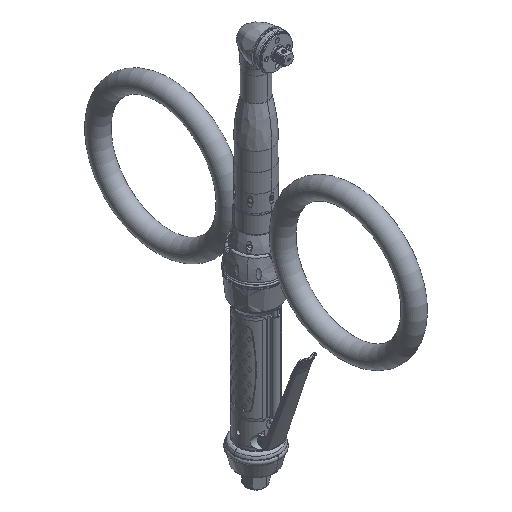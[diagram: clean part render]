
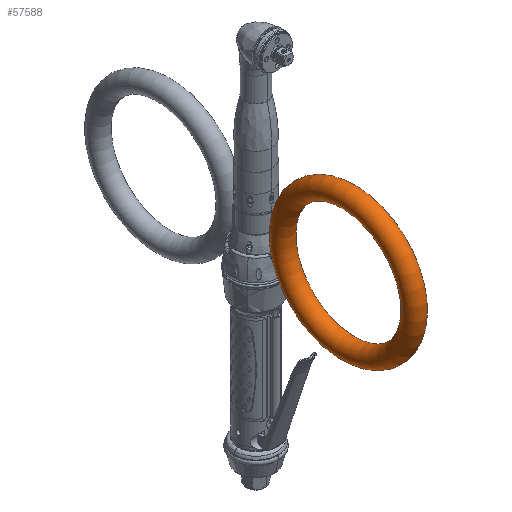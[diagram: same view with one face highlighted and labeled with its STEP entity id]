
A CAD part, isometric view. The second image highlights one B-rep face of the part: STEP entity #57588.
In plain terms, the highlighted toroidal (fillet/blend) face has major radius 70 mm and minor radius 10 mm.
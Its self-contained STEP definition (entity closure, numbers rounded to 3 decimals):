
#56356=CARTESIAN_POINT('',(0.,-18.979,189.65));
#56357=CARTESIAN_POINT('',(-0.194,-18.979,189.65));
#56358=CARTESIAN_POINT('',(-0.57,-18.996,
189.602));
#56359=CARTESIAN_POINT('',(-1.123,-19.074,
189.38));
#56360=CARTESIAN_POINT('',(-1.596,-19.19,
189.022));
#56361=CARTESIAN_POINT('',(-1.964,-19.326,
188.55));
#56362=CARTESIAN_POINT('',(-2.196,-19.459,
188.));
#56363=CARTESIAN_POINT('',(-2.276,-19.571,
187.407));
#56364=CARTESIAN_POINT('',(-2.2,-19.65,
186.82));
#56365=CARTESIAN_POINT('',(-1.976,-19.695,
186.271));
#56366=CARTESIAN_POINT('',(-1.618,-19.712,
185.799));
#56367=CARTESIAN_POINT('',(-1.145,-19.711,
185.433));
#56368=CARTESIAN_POINT('',(-0.592,-19.704,
185.203));
#56369=CARTESIAN_POINT('',(-0.202,-19.702,185.15));
#56370=CARTESIAN_POINT('',(0.,-19.702,185.15));
#56372=CARTESIAN_POINT('',(0.,-19.702,185.15));
#56373=CARTESIAN_POINT('',(0.203,-19.702,185.15));
#56374=CARTESIAN_POINT('',(0.592,-19.704,
185.203));
#56375=CARTESIAN_POINT('',(1.146,-19.711,
185.433));
#56376=CARTESIAN_POINT('',(1.618,-19.712,
185.799));
#56377=CARTESIAN_POINT('',(1.976,-19.695,
186.272));
#56378=CARTESIAN_POINT('',(2.2,-19.65,
186.82));
#56379=CARTESIAN_POINT('',(2.276,-19.571,
187.407));
#56380=CARTESIAN_POINT('',(2.196,-19.459,
187.999));
#56381=CARTESIAN_POINT('',(1.964,-19.326,
188.55));
#56382=CARTESIAN_POINT('',(1.597,-19.19,
189.022));
#56383=CARTESIAN_POINT('',(1.124,-19.074,
189.379));
#56384=CARTESIAN_POINT('',(0.571,-18.996,
189.602));
#56385=CARTESIAN_POINT('',(0.194,-18.979,189.65));
#56386=CARTESIAN_POINT('',(0.,-18.979,189.65));
#56853=VERTEX_POINT('',#56356);
#56854=VERTEX_POINT('',#56370);
#57577=CARTESIAN_POINT('',(0.,-98.296,200.082));
#57578=DIRECTION('',(-1.,0.,0.));
#57579=DIRECTION('',(0.,-0.996,0.094));
#57580=AXIS2_PLACEMENT_3D('',#57577,#57578,#57579);
#57581=TOROIDAL_SURFACE('',#57580,70.,10.);
#57583=ORIENTED_EDGE('',*,*,#57582,.T.);
#57585=ORIENTED_EDGE('',*,*,#57584,.T.);
#57586=EDGE_LOOP('',(#57583,#57585));
#57587=FACE_OUTER_BOUND('',#57586,.F.);
#57588=ADVANCED_FACE('',(#57587),#57581,.F.);
#56371=B_SPLINE_CURVE_WITH_KNOTS('',3,(#56356,#56357,#56358,#56359,#56360,
#56361,#56362,#56363,#56364,#56365,#56366,#56367,#56368,#56369,#56370),
.UNSPECIFIED.,.F.,.F.,(4,1,1,1,1,1,1,1,1,1,1,1,4),(0.,0.083,
0.167,0.25,0.333,0.417,0.5,
0.583,0.667,0.75,0.833,0.917,
1.),.UNSPECIFIED.);
#56387=B_SPLINE_CURVE_WITH_KNOTS('',3,(#56372,#56373,#56374,#56375,#56376,
#56377,#56378,#56379,#56380,#56381,#56382,#56383,#56384,#56385,#56386),
.UNSPECIFIED.,.F.,.F.,(4,1,1,1,1,1,1,1,1,1,1,1,4),(0.,0.083,
0.167,0.25,0.333,0.417,0.5,
0.583,0.667,0.75,0.833,0.917,
1.),.UNSPECIFIED.);
#57582=EDGE_CURVE('',#56853,#56854,#56371,.T.);
#57584=EDGE_CURVE('',#56854,#56853,#56387,.T.);
